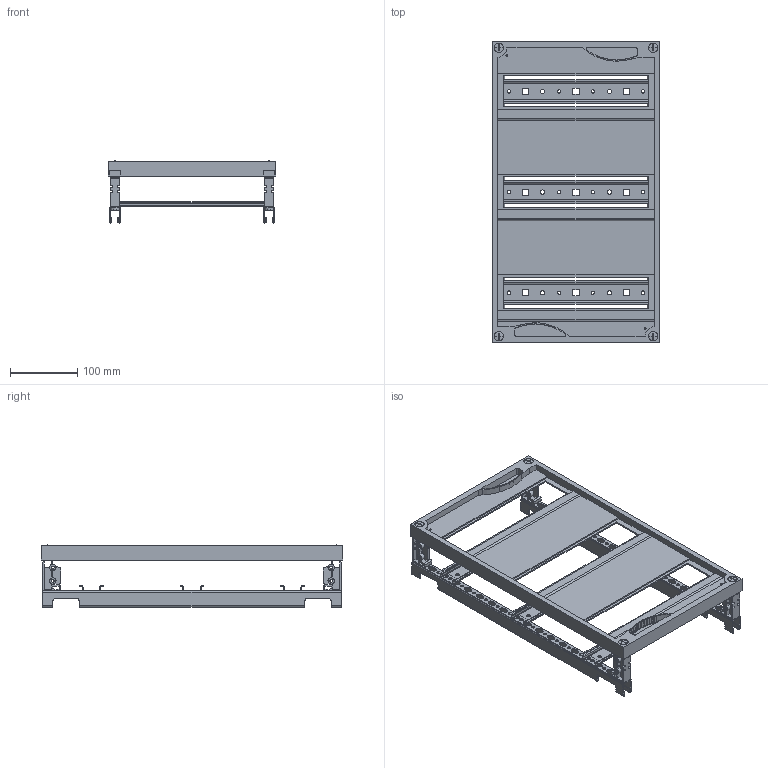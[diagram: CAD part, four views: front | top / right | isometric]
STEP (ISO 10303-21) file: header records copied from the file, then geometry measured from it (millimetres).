
FILE_DESCRIPTION(('STEP AP214'),'1');
FILE_NAME('cctmp_3E7FEC63-2ABB-4644-9833-E145B93EF5CF_2023_07_22_14_59_17_0604..stp','2023-07-22T12:59:19',('SIEMENS A&D'),('CADClick - www.CADClick.com'),'Spatial InterOp 3D postprocessed',' ','unknown authorization');
FILE_SCHEMA(('AUTOMOTIVE_DESIGN'));
Length unit declared in the file: millimetre
Products named in the file (15): cc_unnamed; 2023_07_22_14_59_17_0539; 2023_07_22_14_59_17_0535; 2023_07_22_14_59_17_0531; 2023_07_22_14_59_17_0527; 2023_07_22_14_59_17_0523; 2023_07_22_14_59_17_0519; 2023_07_22_14_59_17_0515; 2023_07_22_14_59_17_0511; 2023_07_22_14_59_17_0507; 2023_07_22_14_59_17_0503; 2023_07_22_14_59_17_0499; 2023_07_22_14_59_17_0496; 2023_07_22_14_59_17_0492; 2023_07_22_14_59_17_0488
Assembly tree (14 placements, depth 2):
  cc_unnamed
    2023_07_22_14_59_17_0539
    2023_07_22_14_59_17_0535
    2023_07_22_14_59_17_0531
    2023_07_22_14_59_17_0527
    2023_07_22_14_59_17_0523
    2023_07_22_14_59_17_0519
    2023_07_22_14_59_17_0515
    2023_07_22_14_59_17_0511
    2023_07_22_14_59_17_0507
    2023_07_22_14_59_17_0503
    2023_07_22_14_59_17_0499
    2023_07_22_14_59_17_0496
    2023_07_22_14_59_17_0492
    2023_07_22_14_59_17_0488
Bounding box: 250 x 450 x 92.44 mm (x, y, z)
Volume: 611009.5 mm3; surface area: 455824.5 mm2
Topology: 14 solids, 14 shells, 1779 faces, 5073 edges, 3344 vertices
Faces by surface type: plane 1090, cylinder 665, torus 16, cone 8
Entity records: 65011 total; most frequent: CARTESIAN_POINT 10975, ORIENTED_EDGE 10178, DIRECTION 10107, EDGE_CURVE 5089, LINE 3507, VECTOR 3507, VERTEX_POINT 3360, AXIS2_PLACEMENT_3D 3300
